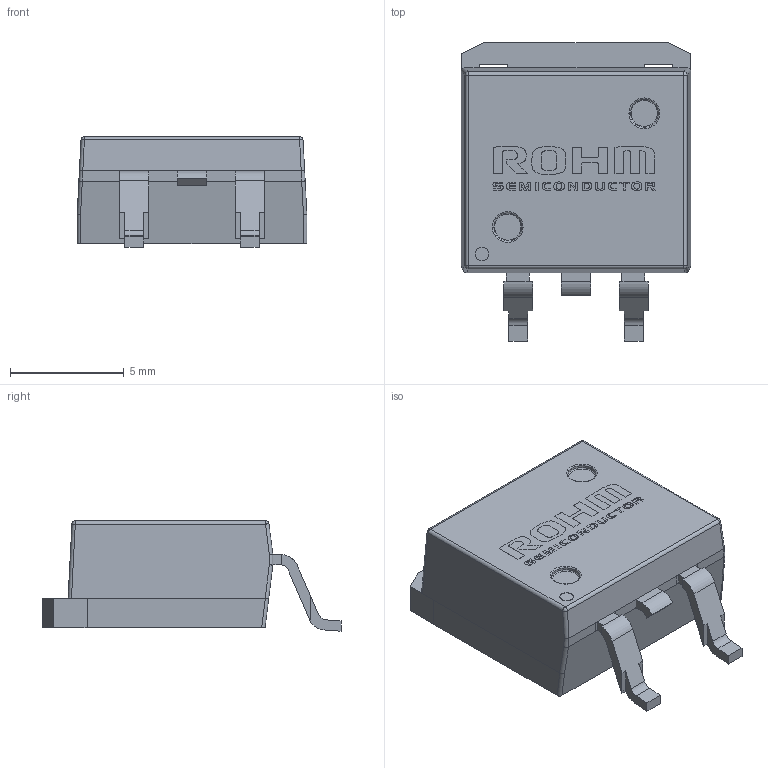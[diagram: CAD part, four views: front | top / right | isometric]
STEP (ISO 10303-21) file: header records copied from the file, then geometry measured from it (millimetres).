
FILE_DESCRIPTION (( 'STEP AP214' ), '1' );
FILE_NAME ('LPTS.STEP', '2022-10-09T20:54:32', ( '' ), ( '' ), 'SwSTEP 2.0', 'SolidWorks 2022', '' );
FILE_SCHEMA (( 'AUTOMOTIVE_DESIGN' ));
Length unit declared in the file: millimetre
Products named in the file (3): LPTS; Rohm Logo-LAPTOP-NQA1DCQ3
Assembly tree (2 placements, depth 2):
  LPTS
    LPTS
    Rohm Logo-LAPTOP-NQA1DCQ3
Bounding box: 10.1 x 13.1 x 4.85 mm (x, y, z)
Volume: 430.9 mm3; surface area: 604.5 mm2
Topology: 23 solids, 23 shells, 414 faces, 1061 edges, 696 vertices
Faces by surface type: plane 225, bspline 143, cylinder 34, torus 8, sphere 4
Entity records: 14408 total; most frequent: CARTESIAN_POINT 4083, ORIENTED_EDGE 2122, DIRECTION 1385, EDGE_CURVE 1061, VERTEX_POINT 696, LINE 685, VECTOR 685, EDGE_LOOP 427
